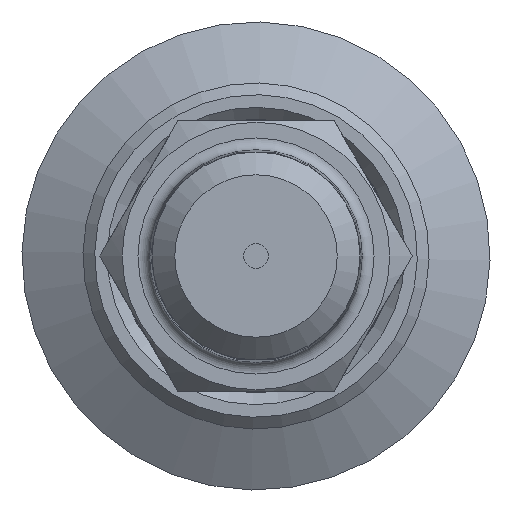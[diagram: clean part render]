
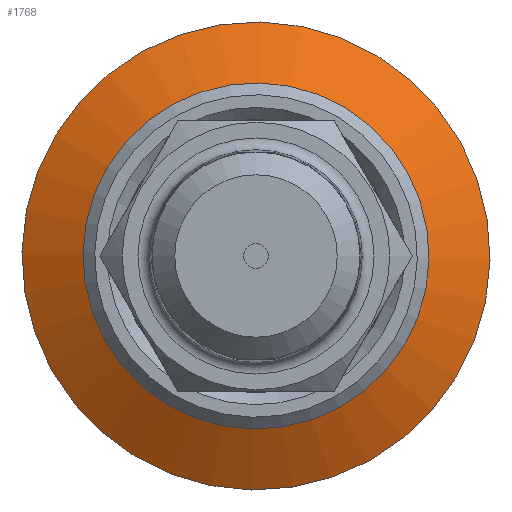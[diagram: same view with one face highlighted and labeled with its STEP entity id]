
A CAD part, left-side view. The second image highlights one B-rep face of the part: STEP entity #1768.
In plain terms, the highlighted conical face has half-angle 60 degrees and reference radius 13.145 mm.
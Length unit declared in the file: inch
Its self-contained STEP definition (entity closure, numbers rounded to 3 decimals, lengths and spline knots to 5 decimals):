
#192=LINE('',#2693,#254);
#254=VECTOR('',#2176,0.5175);
#314=CONICAL_SURFACE('',#1917,0.5175,1.047);
#358=FACE_OUTER_BOUND('',#470,.T.);
#470=EDGE_LOOP('',(#1165,#1166,#1167,#1168));
#612=CIRCLE('',#1916,0.44);
#613=CIRCLE('',#1918,0.595);
#734=VERTEX_POINT('',#2687);
#735=VERTEX_POINT('',#2691);
#899=EDGE_CURVE('',#734,#734,#612,.T.);
#901=EDGE_CURVE('',#735,#735,#613,.T.);
#902=EDGE_CURVE('',#735,#734,#192,.T.);
#1165=ORIENTED_EDGE('',*,*,#901,.F.);
#1166=ORIENTED_EDGE('',*,*,#902,.T.);
#1167=ORIENTED_EDGE('',*,*,#899,.T.);
#1168=ORIENTED_EDGE('',*,*,#902,.F.);
#1768=ADVANCED_FACE('',(#358),#314,.T.);
#1916=AXIS2_PLACEMENT_3D('',#2688,#2169,#2170);
#1917=AXIS2_PLACEMENT_3D('',#2690,#2172,#2173);
#1918=AXIS2_PLACEMENT_3D('',#2692,#2174,#2175);
#2169=DIRECTION('center_axis',(1.,0.,0.));
#2170=DIRECTION('ref_axis',(0.,0.193,-0.981));
#2172=DIRECTION('center_axis',(1.,0.,0.));
#2173=DIRECTION('ref_axis',(0.,0.193,-0.981));
#2174=DIRECTION('center_axis',(1.,0.,0.));
#2175=DIRECTION('ref_axis',(0.,0.193,-0.981));
#2176=DIRECTION('',(-0.5,0.167,-0.85));
#2687=CARTESIAN_POINT('',(2.66363,-0.08475,0.43176));
#2688=CARTESIAN_POINT('Origin',(2.66363,0.,0.));
#2690=CARTESIAN_POINT('Origin',(2.70837,0.,0.));
#2691=CARTESIAN_POINT('',(2.75311,-0.11461,0.58386));
#2692=CARTESIAN_POINT('Origin',(2.75311,0.,0.));
#2693=CARTESIAN_POINT('',(2.70837,-0.09968,0.50781));
